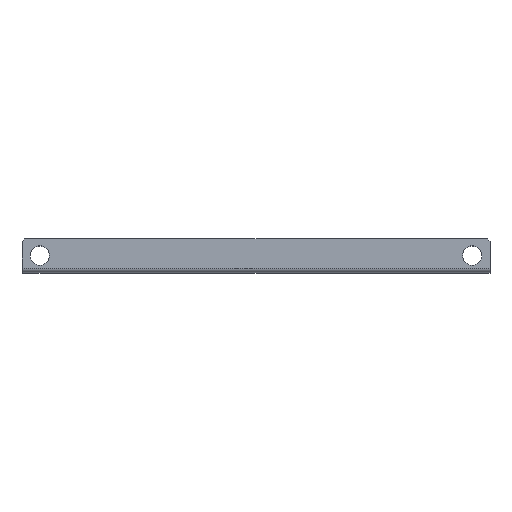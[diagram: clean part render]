
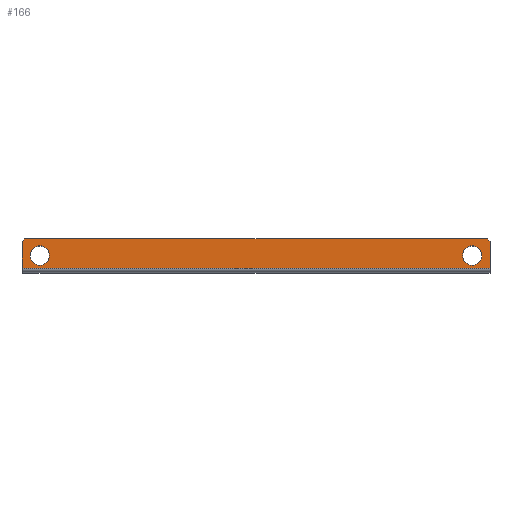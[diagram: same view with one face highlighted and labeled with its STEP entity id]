
A CAD part, top view. The second image highlights one B-rep face of the part: STEP entity #166.
In plain terms, the highlighted planar face has unit normal (0, 0, 1).
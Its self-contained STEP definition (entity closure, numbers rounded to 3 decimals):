
#166=ADVANCED_FACE('',(#333,#334,#335),#336,.F.);
#333=FACE_BOUND('',#521,.T.);
#334=FACE_BOUND('',#522,.T.);
#335=FACE_OUTER_BOUND('',#523,.T.);
#336=PLANE('',#524);
#521=EDGE_LOOP('',(#816,#817));
#522=EDGE_LOOP('',(#818,#819));
#523=EDGE_LOOP('',(#820,#821,#822,#823,#824,#825));
#524=AXIS2_PLACEMENT_3D('',#826,#827,#828);
#816=ORIENTED_EDGE('',*,*,#1153,.F.);
#817=ORIENTED_EDGE('',*,*,#1155,.F.);
#818=ORIENTED_EDGE('',*,*,#1148,.F.);
#819=ORIENTED_EDGE('',*,*,#1158,.F.);
#820=ORIENTED_EDGE('',*,*,#1218,.T.);
#821=ORIENTED_EDGE('',*,*,#1219,.T.);
#822=ORIENTED_EDGE('',*,*,#1180,.T.);
#823=ORIENTED_EDGE('',*,*,#1214,.F.);
#824=ORIENTED_EDGE('',*,*,#1173,.T.);
#825=ORIENTED_EDGE('',*,*,#1220,.T.);
#826=CARTESIAN_POINT('',(842.0,4.,534.755));
#827=DIRECTION('',(0.,0.,-1.0));
#828=DIRECTION('',(1.0,0.,0.0));
#1148=EDGE_CURVE('',#1356,#1352,#1358,.T.);
#1153=EDGE_CURVE('',#1365,#1361,#1367,.T.);
#1155=EDGE_CURVE('',#1361,#1365,#1369,.T.);
#1158=EDGE_CURVE('',#1352,#1356,#1372,.T.);
#1173=EDGE_CURVE('',#1394,#1392,#1395,.T.);
#1180=EDGE_CURVE('',#1407,#1405,#1408,.T.);
#1214=EDGE_CURVE('',#1394,#1405,#1456,.T.);
#1218=EDGE_CURVE('',#1460,#1461,#1462,.T.);
#1219=EDGE_CURVE('',#1461,#1407,#1463,.T.);
#1220=EDGE_CURVE('',#1392,#1460,#1464,.T.);
#1352=VERTEX_POINT('',#1650);
#1356=VERTEX_POINT('',#1655);
#1358=CIRCLE('',#1658,17.5);
#1361=VERTEX_POINT('',#1661);
#1365=VERTEX_POINT('',#1666);
#1367=CIRCLE('',#1669,17.5);
#1369=CIRCLE('',#1671,17.5);
#1372=CIRCLE('',#1674,17.5);
#1392=VERTEX_POINT('',#1698);
#1394=VERTEX_POINT('',#1701);
#1395=LINE('',#1702,#1703);
#1405=VERTEX_POINT('',#1716);
#1407=VERTEX_POINT('',#1718);
#1408=LINE('',#1719,#1720);
#1456=LINE('',#1792,#1793);
#1460=VERTEX_POINT('',#1798);
#1461=VERTEX_POINT('',#1799);
#1462=LINE('',#1800,#1801);
#1463=LINE('',#1802,#1803);
#1464=LINE('',#1804,#1805);
#1650=CARTESIAN_POINT('',(810.0,13.5,534.755));
#1655=CARTESIAN_POINT('',(810.0,48.5,534.755));
#1658=AXIS2_PLACEMENT_3D('',#2045,#2046,#2047);
#1661=CARTESIAN_POINT('',(32.0,13.5,534.755));
#1666=CARTESIAN_POINT('',(32.0,48.5,534.755));
#1669=AXIS2_PLACEMENT_3D('',#2053,#2054,#2055);
#1671=AXIS2_PLACEMENT_3D('',#2056,#2057,#2058);
#1674=AXIS2_PLACEMENT_3D('',#2062,#2063,#2064);
#1698=CARTESIAN_POINT('',(842.0,56.0,534.755));
#1701=CARTESIAN_POINT('',(842.0,8.,534.755));
#1702=CARTESIAN_POINT('',(842.0,61.0,534.755));
#1703=VECTOR('',#2088,1.0);
#1716=CARTESIAN_POINT('',(0.0,8.,534.755));
#1718=CARTESIAN_POINT('',(0.0,56.0,534.755));
#1719=CARTESIAN_POINT('',(0.0,4.,534.755));
#1720=VECTOR('',#2098,1.0);
#1792=CARTESIAN_POINT('',(842.0,8.,534.755));
#1793=VECTOR('',#2126,1.0);
#1798=CARTESIAN_POINT('',(837.0,61.0,534.755));
#1799=CARTESIAN_POINT('',(5.0,61.0,534.755));
#1800=CARTESIAN_POINT('',(0.0,61.0,534.755));
#1801=VECTOR('',#2128,1.0);
#1802=CARTESIAN_POINT('',(0.0,56.0,534.755));
#1803=VECTOR('',#2129,1.0);
#1804=CARTESIAN_POINT('',(837.0,61.0,534.755));
#1805=VECTOR('',#2130,1.0);
#2045=CARTESIAN_POINT('',(810.0,31.,534.755));
#2046=DIRECTION('',(0.,0.,1.0));
#2047=DIRECTION('',(0.0,1.0,0.));
#2053=CARTESIAN_POINT('',(32.0,31.0,534.755));
#2054=DIRECTION('',(0.,0.,1.0));
#2055=DIRECTION('',(0.0,1.0,0.));
#2056=CARTESIAN_POINT('',(32.0,31.0,534.755));
#2057=DIRECTION('',(0.,0.,1.0));
#2058=DIRECTION('',(0.0,1.0,0.));
#2062=CARTESIAN_POINT('',(810.0,31.,534.755));
#2063=DIRECTION('',(0.,0.,1.0));
#2064=DIRECTION('',(0.0,1.0,0.));
#2088=DIRECTION('',(0.0,1.0,0.));
#2098=DIRECTION('',(0.0,-1.0,0.));
#2126=DIRECTION('',(-1.0,0.,0.));
#2128=DIRECTION('',(-1.0,0.0,0.));
#2129=DIRECTION('',(-0.707,-0.707,0.));
#2130=DIRECTION('',(-0.707,0.707,0.));
